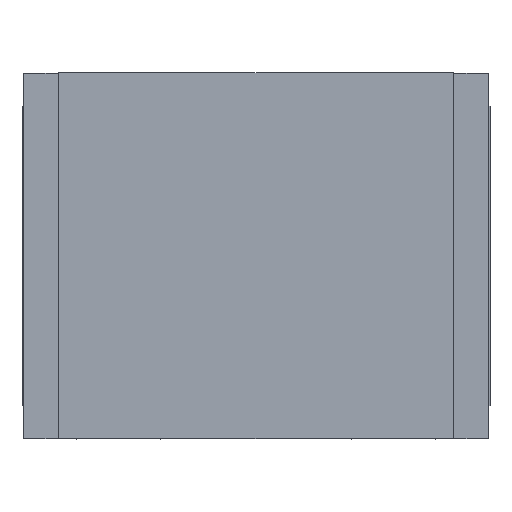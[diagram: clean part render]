
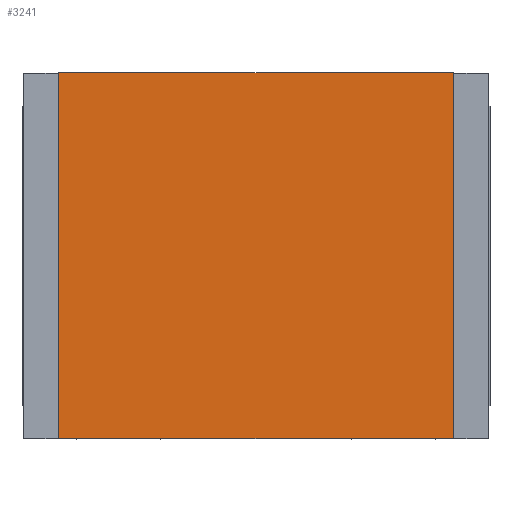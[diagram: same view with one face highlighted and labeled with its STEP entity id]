
A CAD part, top view. The second image highlights one B-rep face of the part: STEP entity #3241.
In plain terms, the highlighted planar face has unit normal (0, 0, 1).
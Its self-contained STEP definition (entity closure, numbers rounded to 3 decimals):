
#3233=AXIS2_PLACEMENT_3D('Plane Axis2P3D',#3230,#3231,#3232) ;
#3120=CARTESIAN_POINT('Vertex',(-1.35,1.25,1.55)) ;
#3123=CARTESIAN_POINT('Line Origine',(0.,1.25,1.55)) ;
#3127=CARTESIAN_POINT('Vertex',(1.35,1.25,1.55)) ;
#3158=CARTESIAN_POINT('Vertex',(-1.35,-1.25,1.55)) ;
#3161=CARTESIAN_POINT('Line Origine',(-1.35,0.,1.55)) ;
#3184=CARTESIAN_POINT('Vertex',(1.35,-1.25,1.55)) ;
#3187=CARTESIAN_POINT('Line Origine',(0.,-1.25,1.55)) ;
#3211=CARTESIAN_POINT('Line Origine',(1.35,0.,1.55)) ;
#3230=CARTESIAN_POINT('Axis2P3D Location',(0.,0.,1.55)) ;
#3124=DIRECTION('Vector Direction',(1.,0.,0.)) ;
#3162=DIRECTION('Vector Direction',(0.,1.,0.)) ;
#3188=DIRECTION('Vector Direction',(-1.,0.,0.)) ;
#3212=DIRECTION('Vector Direction',(0.,-1.,0.)) ;
#3231=DIRECTION('Axis2P3D Direction',(0.,0.,1.)) ;
#3232=DIRECTION('Axis2P3D XDirection',(1.,0.,0.)) ;
#3125=VECTOR('Line Direction',#3124,1.) ;
#3163=VECTOR('Line Direction',#3162,1.) ;
#3189=VECTOR('Line Direction',#3188,1.) ;
#3213=VECTOR('Line Direction',#3212,1.) ;
#3236=ORIENTED_EDGE('',*,*,#3129,.T.) ;
#3237=ORIENTED_EDGE('',*,*,#3165,.T.) ;
#3238=ORIENTED_EDGE('',*,*,#3191,.T.) ;
#3239=ORIENTED_EDGE('',*,*,#3215,.T.) ;
#3241=ADVANCED_FACE('\X2\FF8AFF9FFF70FF82\X0\ \X2\FF8EFF9EFF83FF9EFF68FF70\X0\',(#3240),#3234,.T.) ;
#3129=EDGE_CURVE('',#3128,#3121,#3126,.F.) ;
#3165=EDGE_CURVE('',#3121,#3159,#3164,.F.) ;
#3191=EDGE_CURVE('',#3159,#3185,#3190,.F.) ;
#3215=EDGE_CURVE('',#3185,#3128,#3214,.F.) ;
#3235=EDGE_LOOP('',(#3236,#3237,#3238,#3239)) ;
#3240=FACE_OUTER_BOUND('',#3235,.T.) ;
#3126=LINE('Line',#3123,#3125) ;
#3164=LINE('Line',#3161,#3163) ;
#3190=LINE('Line',#3187,#3189) ;
#3214=LINE('Line',#3211,#3213) ;
#3234=PLANE('',#3233) ;
#3121=VERTEX_POINT('',#3120) ;
#3128=VERTEX_POINT('',#3127) ;
#3159=VERTEX_POINT('',#3158) ;
#3185=VERTEX_POINT('',#3184) ;
